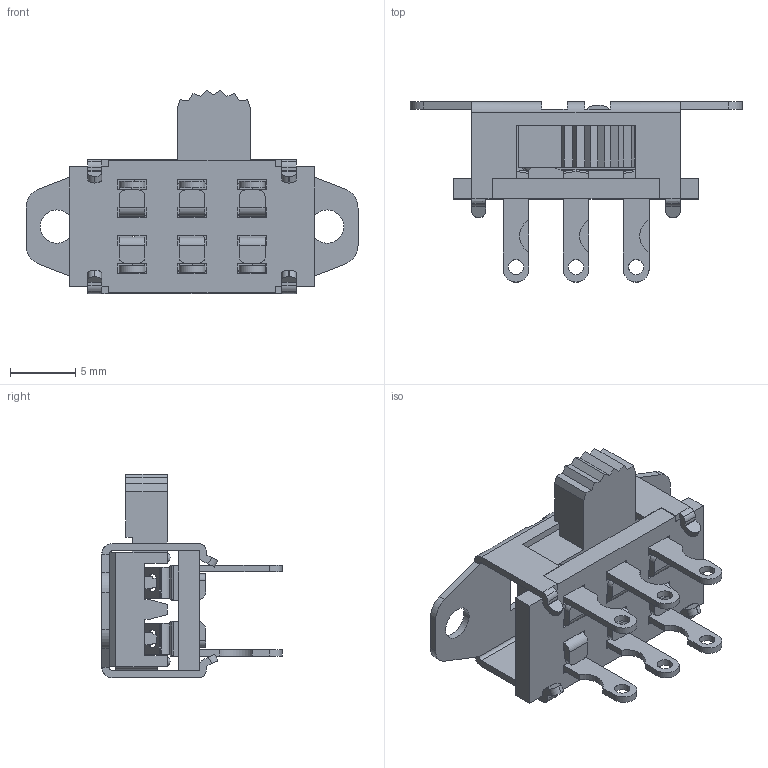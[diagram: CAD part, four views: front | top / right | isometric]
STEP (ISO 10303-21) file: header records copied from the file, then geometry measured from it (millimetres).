
FILE_DESCRIPTION(/* description */ (''),/* implementation_level */ '2;1');
FILE_NAME(/* name */ 'GI-152-0000_3D Model.stp',/* time_stamp */ '2023-10-02T10:19:55-04:00',/* author */ ('dwiltbank'),/* organization */ (''),/* preprocessor_version */ 'ST-DEVELOPER v19.2',/* originating_system */ 'Autodesk Inventor 2024',/* authorisation */ '');
FILE_SCHEMA (('AUTOMOTIVE_DESIGN { 1 0 10303 214 3 1 1 }'));
Length unit declared in the file: inch
Products named in the file (1): GI-152-0000_Shrinkwrap_1
Bounding box: 25.4 x 13.79 x 15.56 mm (x, y, z)
Volume: 945.8 mm3; surface area: 2358.7 mm2
Topology: 1 solids, 1 shells, 551 faces, 1719 edges, 1118 vertices
Faces by surface type: plane 367, cylinder 172, bspline 12
Full cylindrical faces by diameter (mm): 1.168 x6, 1.6 x4, 2.54 x2
Entity records: 20094 total; most frequent: CARTESIAN_POINT 3774, ORIENTED_EDGE 3438, DIRECTION 3132, EDGE_CURVE 1719, LINE 1316, VECTOR 1316, VERTEX_POINT 1118, AXIS2_PLACEMENT_3D 908
